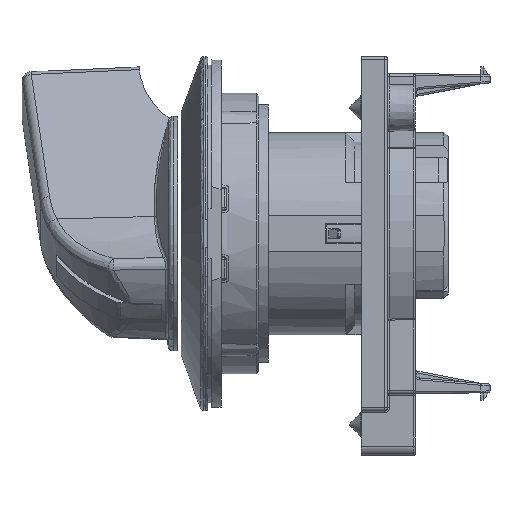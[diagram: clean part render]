
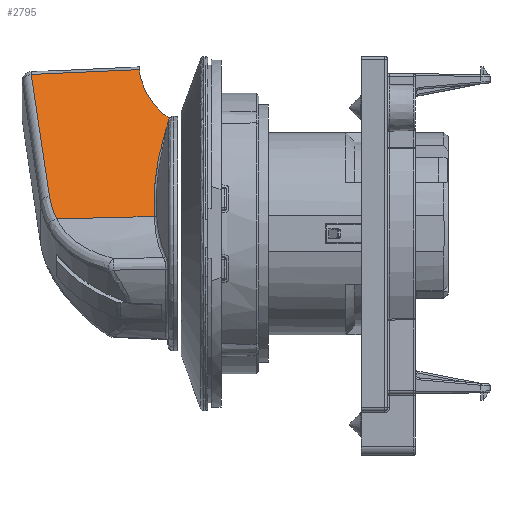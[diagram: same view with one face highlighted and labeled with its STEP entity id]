
A CAD part, left-side view. The second image highlights one B-rep face of the part: STEP entity #2795.
In plain terms, the highlighted planar face has unit normal (-0.707, 0.035, 0.707).
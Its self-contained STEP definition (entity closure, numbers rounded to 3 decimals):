
#1301=B_SPLINE_CURVE_WITH_KNOTS('',3,(#35217,#35218,#35219,#35220),
 .UNSPECIFIED.,.F.,.F.,(4,4),(0.,1.),.UNSPECIFIED.);
#1310=B_SPLINE_CURVE_WITH_KNOTS('',3,(#35343,#35344,#35345,#35346,#35347,
#35348,#35349,#35350,#35351,#35352,#35353,#35354,#35355),.UNSPECIFIED.,
 .F.,.F.,(4,3,3,3,4),(0.,0.272,0.545,0.802,
1.),.UNSPECIFIED.);
#1313=B_SPLINE_CURVE_WITH_KNOTS('',3,(#35398,#35399,#35400,#35401,#35402,
#35403,#35404),.UNSPECIFIED.,.F.,.F.,(4,3,4),(0.,0.937,1.),
 .UNSPECIFIED.);
#1329=B_SPLINE_CURVE_WITH_KNOTS('',3,(#35749,#35750,#35751,#35752),
 .UNSPECIFIED.,.F.,.F.,(4,4),(0.,1.),.UNSPECIFIED.);
#1333=B_SPLINE_CURVE_WITH_KNOTS('',3,(#35842,#35843,#35844,#35845,#35846,
#35847,#35848,#35849,#35850,#35851),.UNSPECIFIED.,.F.,.F.,(4,3,3,4),(0.,
0.473,0.922,1.),.UNSPECIFIED.);
#1991=ELLIPSE('',#19219,15.509,15.5);
#2795=ADVANCED_FACE('',(#3941),#3191,.T.);
#3191=PLANE('',#19326);
#3941=FACE_OUTER_BOUND('',#4892,.T.);
#4892=EDGE_LOOP('',(#9875,#9876,#9877,#9878,#9879,#9880,#9881,#9882,#9883,
#9884,#9885));
#5576=CIRCLE('',#19314,50.3);
#9875=ORIENTED_EDGE('',*,*,#15009,.F.);
#9876=ORIENTED_EDGE('',*,*,#15067,.T.);
#9877=ORIENTED_EDGE('',*,*,#15066,.F.);
#9878=ORIENTED_EDGE('',*,*,#15031,.T.);
#9879=ORIENTED_EDGE('',*,*,#14919,.T.);
#9880=ORIENTED_EDGE('',*,*,#14877,.T.);
#9881=ORIENTED_EDGE('',*,*,#14900,.T.);
#9882=ORIENTED_EDGE('',*,*,#15051,.T.);
#9883=ORIENTED_EDGE('',*,*,#15027,.T.);
#9884=ORIENTED_EDGE('',*,*,#15075,.T.);
#9885=ORIENTED_EDGE('',*,*,#15074,.T.);
#12114=VERTEX_POINT('',#34187);
#12129=VERTEX_POINT('',#34257);
#12130=VERTEX_POINT('',#34259);
#12143=VERTEX_POINT('',#34437);
#12222=VERTEX_POINT('',#35203);
#12224=VERTEX_POINT('',#35216);
#12233=VERTEX_POINT('',#35342);
#12234=VERTEX_POINT('',#35356);
#12235=VERTEX_POINT('',#35383);
#12245=VERTEX_POINT('',#35714);
#12248=VERTEX_POINT('',#35841);
#14877=EDGE_CURVE('',#12130,#12129,#1991,.T.);
#14900=EDGE_CURVE('',#12129,#12143,#16507,.T.);
#14919=EDGE_CURVE('',#12114,#12130,#16510,.T.);
#15009=EDGE_CURVE('',#12224,#12222,#1301,.T.);
#15027=EDGE_CURVE('',#12234,#12233,#1310,.T.);
#15031=EDGE_CURVE('',#12235,#12114,#1313,.T.);
#15051=EDGE_CURVE('',#12143,#12234,#5576,.T.);
#15066=EDGE_CURVE('',#12235,#12245,#16527,.T.);
#15067=EDGE_CURVE('',#12224,#12245,#1329,.T.);
#15074=EDGE_CURVE('',#12248,#12222,#1333,.T.);
#15075=EDGE_CURVE('',#12233,#12248,#16528,.T.);
#16507=LINE('',#34438,#17645);
#16510=LINE('',#34567,#17648);
#16527=LINE('',#35747,#17665);
#16528=LINE('',#35864,#17666);
#17645=VECTOR('',#23338,1.);
#17648=VECTOR('',#23363,1.);
#17665=VECTOR('',#23542,1.);
#17666=VECTOR('',#23551,1.);
#19219=AXIS2_PLACEMENT_3D('',#34258,#23316,#23317);
#19314=AXIS2_PLACEMENT_3D('',#35618,#23522,#23523);
#19326=AXIS2_PLACEMENT_3D('',#35865,#23552,#23553);
#23316=DIRECTION('',(-0.707,0.035,0.707));
#23317=DIRECTION('',(-0.025,-0.999,0.025));
#23338=DIRECTION('',(-0.025,-0.999,0.025));
#23363=DIRECTION('',(-0.706,-0.105,-0.701));
#23522=DIRECTION('',(0.707,-0.035,-0.707));
#23523=DIRECTION('',(-0.025,-0.999,0.025));
#23542=DIRECTION('',(-0.707,0.,-0.707));
#23551=DIRECTION('',(0.707,0.,0.707));
#23552=DIRECTION('',(-0.707,0.035,0.707));
#23553=DIRECTION('',(-0.025,-0.999,0.025));
#34187=CARTESIAN_POINT('',(11.51,41.225,17.083));
#34257=CARTESIAN_POINT('',(-4.126,38.517,1.58));
#34258=CARTESIAN_POINT('',(-0.935,23.854,5.495));
#34259=CARTESIAN_POINT('',(-1.7,39.269,3.969));
#34437=CARTESIAN_POINT('',(-4.385,28.039,1.839));
#34438=CARTESIAN_POINT('',(-4.474,24.433,1.928));
#34567=CARTESIAN_POINT('',(5.884,40.392,11.498));
#35203=CARTESIAN_POINT('',(5.757,26.072,12.078));
#35216=CARTESIAN_POINT('',(10.675,29.527,16.825));
#35217=CARTESIAN_POINT('',(10.675,29.527,16.825));
#35218=CARTESIAN_POINT('',(8.84,29.103,15.012));
#35219=CARTESIAN_POINT('',(7.13,27.884,13.361));
#35220=CARTESIAN_POINT('',(5.757,26.072,12.078));
#35342=CARTESIAN_POINT('',(5.313,26.011,11.637));
#35343=CARTESIAN_POINT('',(4.877,26.777,11.163));
#35344=CARTESIAN_POINT('',(4.943,26.755,11.23));
#35345=CARTESIAN_POINT('',(5.008,26.717,11.297));
#35346=CARTESIAN_POINT('',(5.065,26.665,11.357));
#35347=CARTESIAN_POINT('',(5.122,26.613,11.416));
#35348=CARTESIAN_POINT('',(5.174,26.546,11.471));
#35349=CARTESIAN_POINT('',(5.214,26.468,11.515));
#35350=CARTESIAN_POINT('',(5.251,26.395,11.556));
#35351=CARTESIAN_POINT('',(5.28,26.311,11.589));
#35352=CARTESIAN_POINT('',(5.296,26.223,11.61));
#35353=CARTESIAN_POINT('',(5.309,26.155,11.626));
#35354=CARTESIAN_POINT('',(5.315,26.083,11.635));
#35355=CARTESIAN_POINT('',(5.313,26.011,11.637));
#35356=CARTESIAN_POINT('',(4.877,26.777,11.163));
#35383=CARTESIAN_POINT('',(11.45,29.568,17.599));
#35398=CARTESIAN_POINT('',(11.45,29.568,17.599));
#35399=CARTESIAN_POINT('',(11.47,33.209,17.438));
#35400=CARTESIAN_POINT('',(11.489,36.85,17.277));
#35401=CARTESIAN_POINT('',(11.506,40.492,17.115));
#35402=CARTESIAN_POINT('',(11.508,40.736,17.104));
#35403=CARTESIAN_POINT('',(11.509,40.981,17.093));
#35404=CARTESIAN_POINT('',(11.51,41.225,17.083));
#35618=CARTESIAN_POINT('',(-4.352,-22.198,4.352));
#35714=CARTESIAN_POINT('',(11.031,29.568,17.179));
#35747=CARTESIAN_POINT('',(6.747,29.568,12.895));
#35749=CARTESIAN_POINT('',(10.675,29.527,16.825));
#35750=CARTESIAN_POINT('',(10.793,29.554,16.942));
#35751=CARTESIAN_POINT('',(10.912,29.568,17.06));
#35752=CARTESIAN_POINT('',(11.031,29.568,17.179));
#35841=CARTESIAN_POINT('',(5.647,26.011,11.971));
#35842=CARTESIAN_POINT('',(5.647,26.011,11.971));
#35843=CARTESIAN_POINT('',(5.666,26.011,11.99));
#35844=CARTESIAN_POINT('',(5.685,26.016,12.009));
#35845=CARTESIAN_POINT('',(5.703,26.025,12.026));
#35846=CARTESIAN_POINT('',(5.72,26.034,12.042));
#35847=CARTESIAN_POINT('',(5.736,26.047,12.058));
#35848=CARTESIAN_POINT('',(5.75,26.063,12.071));
#35849=CARTESIAN_POINT('',(5.752,26.066,12.073));
#35850=CARTESIAN_POINT('',(5.755,26.069,12.076));
#35851=CARTESIAN_POINT('',(5.757,26.072,12.078));
#35864=CARTESIAN_POINT('',(6.659,26.011,12.983));
#35865=CARTESIAN_POINT('',(6.639,25.2,13.003));
